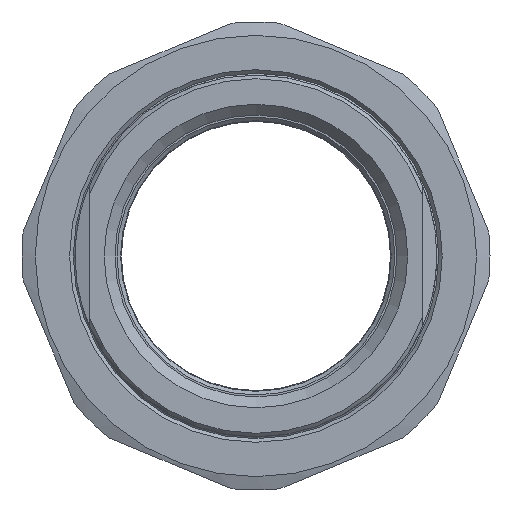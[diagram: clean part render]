
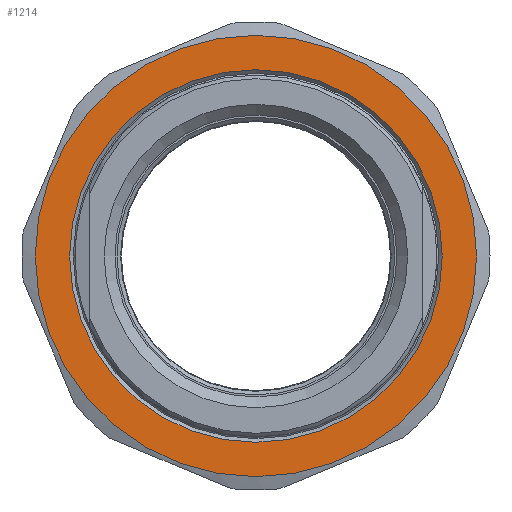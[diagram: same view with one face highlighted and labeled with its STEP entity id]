
A CAD part, left-side view. The second image highlights one B-rep face of the part: STEP entity #1214.
In plain terms, the highlighted planar face has unit normal (-1, 0, 0).
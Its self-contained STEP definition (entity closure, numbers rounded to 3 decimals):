
#40=FACE_BOUND('',#229,.T.);
#109=PLANE('',#1392);
#152=FACE_OUTER_BOUND('',#228,.T.);
#228=EDGE_LOOP('',(#925));
#229=EDGE_LOOP('',(#926));
#429=CIRCLE('',#1371,30.5);
#440=CIRCLE('',#1391,25.75);
#542=VERTEX_POINT('',#2078);
#551=VERTEX_POINT('',#2110);
#680=EDGE_CURVE('',#542,#542,#429,.T.);
#693=EDGE_CURVE('',#551,#551,#440,.T.);
#925=ORIENTED_EDGE('',*,*,#680,.T.);
#926=ORIENTED_EDGE('',*,*,#693,.F.);
#1214=ADVANCED_FACE('',(#152,#40),#109,.F.);
#1371=AXIS2_PLACEMENT_3D('',#2080,#1604,#1605);
#1391=AXIS2_PLACEMENT_3D('',#2111,#1646,#1647);
#1392=AXIS2_PLACEMENT_3D('',#2113,#1649,#1650);
#1604=DIRECTION('center_axis',(-1.,0.,0.));
#1605=DIRECTION('ref_axis',(0.,1.,0.));
#1646=DIRECTION('center_axis',(-1.,0.,0.));
#1647=DIRECTION('ref_axis',(0.,-1.,0.));
#1649=DIRECTION('center_axis',(1.,0.,0.));
#1650=DIRECTION('ref_axis',(0.,0.,-1.));
#2078=CARTESIAN_POINT('',(-20.,-30.5,0.));
#2080=CARTESIAN_POINT('Origin',(-20.,0.,0.));
#2110=CARTESIAN_POINT('',(-20.,25.75,0.));
#2111=CARTESIAN_POINT('Origin',(-20.,0.,0.));
#2113=CARTESIAN_POINT('Origin',(-20.,0.,0.));
